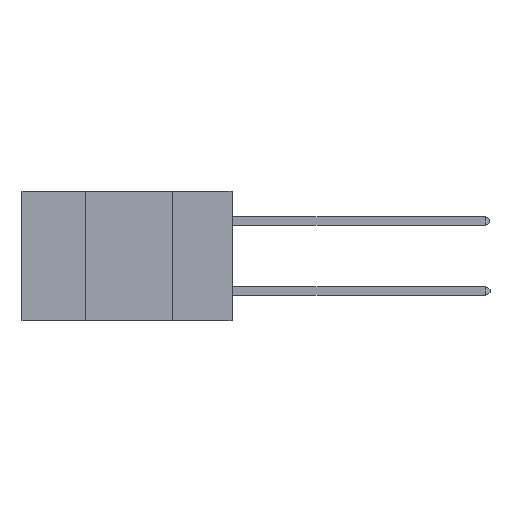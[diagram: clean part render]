
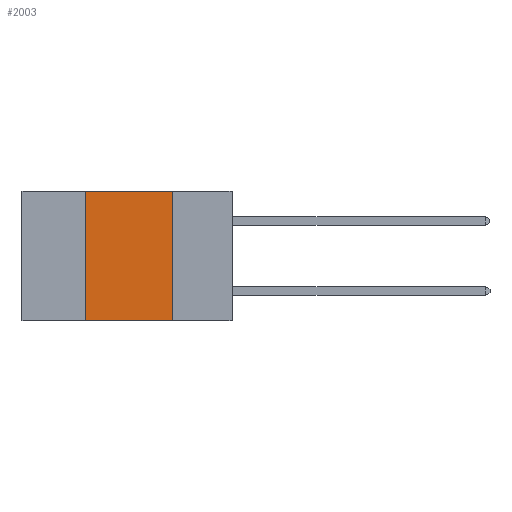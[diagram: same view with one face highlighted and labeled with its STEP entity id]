
A CAD part, left-side view. The second image highlights one B-rep face of the part: STEP entity #2003.
In plain terms, the highlighted planar face has unit normal (-1, 0, 0).
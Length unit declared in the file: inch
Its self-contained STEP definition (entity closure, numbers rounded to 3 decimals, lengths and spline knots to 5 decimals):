
#645 = EDGE_LOOP ( 'NONE', ( #7596, #7662, #7858, #8129 ) ) ;
#1127 = DIRECTION ( 'NONE',  ( 0., 0., -1. ) ) ;
#1836 = CARTESIAN_POINT ( 'NONE',  ( 0., 0.17, 0. ) ) ;
#1864 = DIRECTION ( 'NONE',  ( 0., -1., 0. ) ) ;
#2003 = ADVANCED_FACE ( 'NONE', ( #20931 ), #6894, .F. ) ;
#3293 = LINE ( 'NONE', #10314, #7623 ) ;
#3783 = LINE ( 'NONE', #22490, #17493 ) ;
#4546 = LINE ( 'NONE', #20134, #22826 ) ;
#6717 = DIRECTION ( 'NONE',  ( 0., 0., 1. ) ) ;
#6781 = LINE ( 'NONE', #7326, #11094 ) ;
#6894 = PLANE ( 'NONE',  #8471 ) ;
#7326 = CARTESIAN_POINT ( 'NONE',  ( 0., 0.6, 0. ) ) ;
#7596 = ORIENTED_EDGE ( 'NONE', *, *, #22887, .F. ) ;
#7623 = VECTOR ( 'NONE', #6717, 39.37008 ) ;
#7662 = ORIENTED_EDGE ( 'NONE', *, *, #21206, .F. ) ;
#7858 = ORIENTED_EDGE ( 'NONE', *, *, #20633, .F. ) ;
#8129 = ORIENTED_EDGE ( 'NONE', *, *, #18278, .T. ) ;
#8471 = AXIS2_PLACEMENT_3D ( 'NONE', #12287, #19274, #8721 ) ;
#8641 = CARTESIAN_POINT ( 'NONE',  ( 0., 0.17, -0.37 ) ) ;
#8721 = DIRECTION ( 'NONE',  ( 0., 0., -1. ) ) ;
#8759 = VERTEX_POINT ( 'NONE', #18409 ) ;
#9805 = VERTEX_POINT ( 'NONE', #1836 ) ;
#10314 = CARTESIAN_POINT ( 'NONE',  ( 0., 0.42, 0. ) ) ;
#11094 = VECTOR ( 'NONE', #1864, 39.37008 ) ;
#11999 = VERTEX_POINT ( 'NONE', #8641 ) ;
#12287 = CARTESIAN_POINT ( 'NONE',  ( 0., 0.6, 0. ) ) ;
#14959 = DIRECTION ( 'NONE',  ( 0., -1., 0. ) ) ;
#16559 = VERTEX_POINT ( 'NONE', #18682 ) ;
#17493 = VECTOR ( 'NONE', #1127, 39.37008 ) ;
#18278 = EDGE_CURVE ( 'NONE', #8759, #11999, #4546, .T. ) ;
#18409 = CARTESIAN_POINT ( 'NONE',  ( 0., 0.42, -0.37 ) ) ;
#18682 = CARTESIAN_POINT ( 'NONE',  ( 0., 0.42, 0. ) ) ;
#19274 = DIRECTION ( 'NONE',  ( 1., 0., 0. ) ) ;
#20134 = CARTESIAN_POINT ( 'NONE',  ( 0., 0.6, -0.37 ) ) ;
#20633 = EDGE_CURVE ( 'NONE', #8759, #16559, #3293, .T. ) ;
#20931 = FACE_OUTER_BOUND ( 'NONE', #645, .T. ) ;
#21206 = EDGE_CURVE ( 'NONE', #16559, #9805, #6781, .T. ) ;
#22490 = CARTESIAN_POINT ( 'NONE',  ( 0., 0.17, 0. ) ) ;
#22826 = VECTOR ( 'NONE', #14959, 39.37008 ) ;
#22887 = EDGE_CURVE ( 'NONE', #9805, #11999, #3783, .T. ) ;
